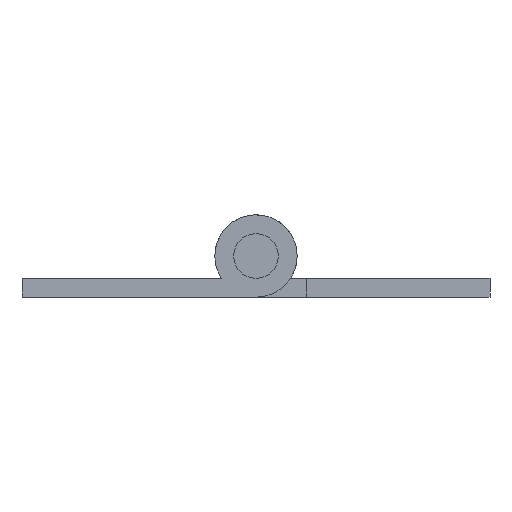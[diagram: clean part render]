
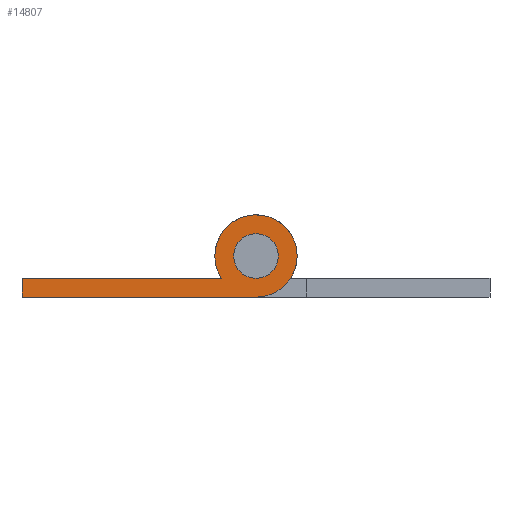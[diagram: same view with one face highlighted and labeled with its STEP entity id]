
A CAD part, front view. The second image highlights one B-rep face of the part: STEP entity #14807.
In plain terms, the highlighted planar face has unit normal (0, -1, 0).
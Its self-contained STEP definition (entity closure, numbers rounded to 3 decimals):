
#61 = VERTEX_POINT ( 'NONE', #5012 ) ;
#62 = EDGE_CURVE ( 'NONE', #61, #70, #5010, .T. ) ;
#70 = VERTEX_POINT ( 'NONE', #5056 ) ;
#3009 = DIRECTION ( 'NONE',  ( 0., 0., 1. ) ) ;
#3010 = DIRECTION ( 'NONE',  ( 0., 1., 0. ) ) ;
#3011 = CARTESIAN_POINT ( 'NONE',  ( 0., -500., 0. ) ) ;
#3012 = AXIS2_PLACEMENT_3D ( 'NONE', #3011, #3010, #3009 ) ;
#3013 = CIRCLE ( 'NONE', #3012, 1.2 ) ;
#3055 = DIRECTION ( 'NONE',  ( 1., 0., 0. ) ) ;
#3056 = VECTOR ( 'NONE', #3055, 1000. ) ;
#3057 = CARTESIAN_POINT ( 'NONE',  ( -1.844, -500., -1.2 ) ) ;
#3058 = LINE ( 'NONE', #3057, #3056 ) ;
#3157 = CARTESIAN_POINT ( 'NONE',  ( -12.5, -500., -2.2 ) ) ;
#3158 = DIRECTION ( 'NONE',  ( -1., 0., 0. ) ) ;
#3159 = VECTOR ( 'NONE', #3158, 1000. ) ;
#3160 = CARTESIAN_POINT ( 'NONE',  ( -12.5, -500., -2.2 ) ) ;
#3161 = LINE ( 'NONE', #3160, #3159 ) ;
#3162 = CARTESIAN_POINT ( 'NONE',  ( -12.5, -500., -1.2 ) ) ;
#5006 = DIRECTION ( 'NONE',  ( 0., 0., 1. ) ) ;
#5007 = DIRECTION ( 'NONE',  ( 0., 1., 0. ) ) ;
#5008 = CARTESIAN_POINT ( 'NONE',  ( 0., -500., 0. ) ) ;
#5009 = AXIS2_PLACEMENT_3D ( 'NONE', #5008, #5007, #5006 ) ;
#5010 = CIRCLE ( 'NONE', #5009, 1.2 ) ;
#5012 = CARTESIAN_POINT ( 'NONE',  ( 0., -500., -1.2 ) ) ;
#5056 = CARTESIAN_POINT ( 'NONE',  ( 0., -500., 1.2 ) ) ;
#9353 = CARTESIAN_POINT ( 'NONE',  ( -1.844, -500., -1.2 ) ) ;
#9769 = DIRECTION ( 'NONE',  ( 0., 0., 1. ) ) ;
#9770 = DIRECTION ( 'NONE',  ( 0., 1., 0. ) ) ;
#9771 = CARTESIAN_POINT ( 'NONE',  ( 0., -500., 0. ) ) ;
#9772 = AXIS2_PLACEMENT_3D ( 'NONE', #9771, #9770, #9769 ) ;
#9773 = CIRCLE ( 'NONE', #9772, 2.2 ) ;
#10196 = CARTESIAN_POINT ( 'NONE',  ( 0., -500., -2.2 ) ) ;
#10699 = DIRECTION ( 'NONE',  ( 0., 0., 1. ) ) ;
#10700 = VECTOR ( 'NONE', #10699, 1000. ) ;
#10701 = CARTESIAN_POINT ( 'NONE',  ( -12.5, -500., -1.2 ) ) ;
#10702 = LINE ( 'NONE', #10701, #10700 ) ;
#11357 = DIRECTION ( 'NONE',  ( 0., 0., 1. ) ) ;
#11358 = DIRECTION ( 'NONE',  ( 0., 1., 0. ) ) ;
#11359 = CARTESIAN_POINT ( 'NONE',  ( 0., -500., 0. ) ) ;
#11360 = AXIS2_PLACEMENT_3D ( 'NONE', #11359, #11358, #11357 ) ;
#11362 = PLANE ( 'NONE',  #11360 ) ;
#11363 = FACE_BOUND ( 'NONE', #16881, .T. ) ;
#11364 = FACE_OUTER_BOUND ( 'NONE', #14423, .T. ) ;
#13431 = ORIENTED_EDGE ( 'NONE', *, *, #16886, .F. ) ;
#13511 = VERTEX_POINT ( 'NONE', #9353 ) ;
#13804 = EDGE_CURVE ( 'NONE', #13511, #14155, #9773, .T. ) ;
#13835 = ORIENTED_EDGE ( 'NONE', *, *, #13804, .F. ) ;
#14155 = VERTEX_POINT ( 'NONE', #10196 ) ;
#14423 = EDGE_LOOP ( 'NONE', ( #14479, #16931, #13835, #13431 ) ) ;
#14468 = EDGE_CURVE ( 'NONE', #16930, #16928, #10702, .T. ) ;
#14479 = ORIENTED_EDGE ( 'NONE', *, *, #14468, .F. ) ;
#14807 = ADVANCED_FACE ( 'NONE', ( #11364, #11363 ), #11362, .F. ) ;
#16874 = EDGE_CURVE ( 'NONE', #70, #61, #3013, .T. ) ;
#16878 = ORIENTED_EDGE ( 'NONE', *, *, #62, .T. ) ;
#16879 = ORIENTED_EDGE ( 'NONE', *, *, #16874, .T. ) ;
#16881 = EDGE_LOOP ( 'NONE', ( #16878, #16879 ) ) ;
#16886 = EDGE_CURVE ( 'NONE', #16928, #13511, #3058, .T. ) ;
#16928 = VERTEX_POINT ( 'NONE', #3162 ) ;
#16929 = EDGE_CURVE ( 'NONE', #14155, #16930, #3161, .T. ) ;
#16930 = VERTEX_POINT ( 'NONE', #3157 ) ;
#16931 = ORIENTED_EDGE ( 'NONE', *, *, #16929, .F. ) ;
